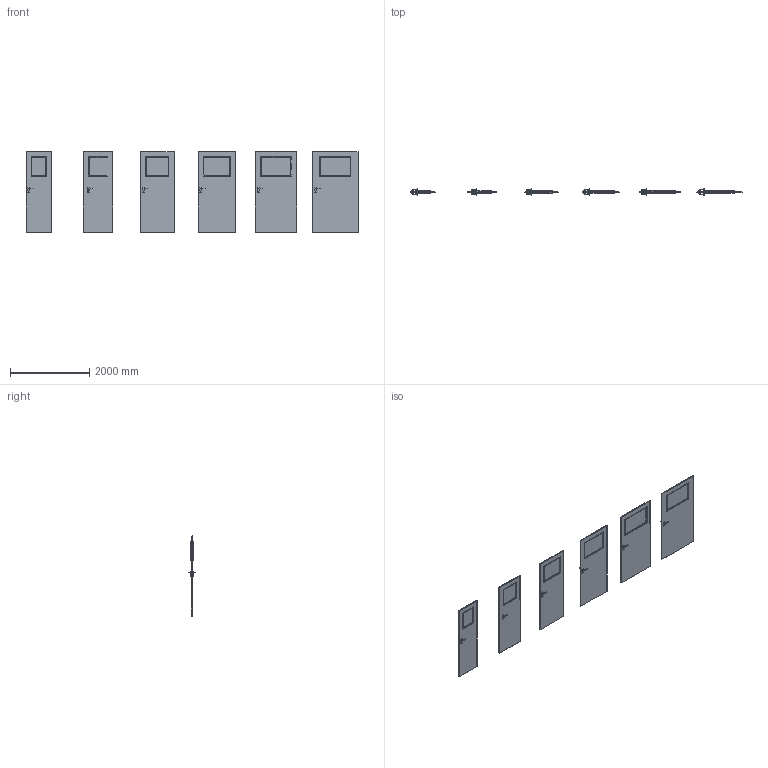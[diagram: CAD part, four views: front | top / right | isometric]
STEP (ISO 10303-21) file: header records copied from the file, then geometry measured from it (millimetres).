
FILE_DESCRIPTION(/* description */ (''),/* implementation_level */ '2;1');
FILE_NAME(/* name */ '049928_A_2-Skrzydło MINIMAX model M_ polska norma _PN__ przylgowe..stp',/* time_stamp */ '2024-11-13T13:40:23+01:00',/* author */ (''),/* organization */ (''),/* preprocessor_version */ 'ST-DEVELOPER v16',/* originating_system */ 'SIEMENS PLM Software NX 11.0',/* authorisation */ '');
FILE_SCHEMA (('AUTOMOTIVE_DESIGN { 1 0 10303 214 3 1 1 1 }'));
Products named in the file (1): bkni52AC8714vupf
Bounding box: 8394 x 153.27 x 2030 mm (x, y, z)
Volume: 363318396 mm3; surface area: 24735217.2 mm2
Topology: 30 solids, 36 shells, 1752 faces, 4295 edges, 2435 vertices
Faces by surface type: plane 744, bspline 552, cylinder 288, sphere 168
Entity records: 77668 total; most frequent: CARTESIAN_POINT 41215, ORIENTED_EDGE 8254, DIRECTION 6127, EDGE_CURVE 4127, VERTEX_POINT 2435, LINE 2165, VECTOR 2165, AXIS2_PLACEMENT_3D 1981
